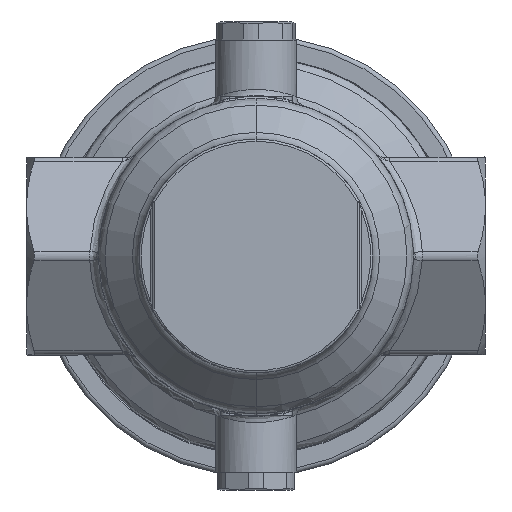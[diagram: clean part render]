
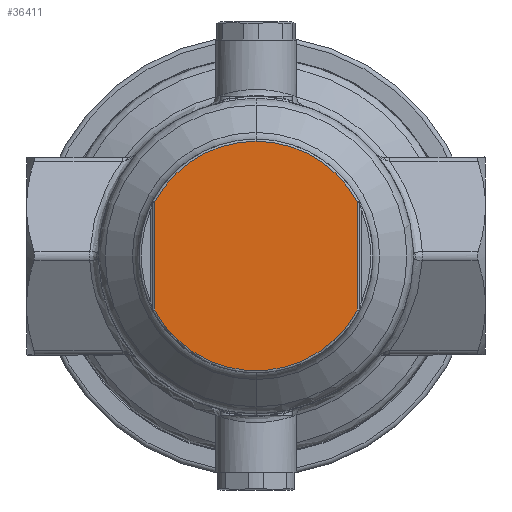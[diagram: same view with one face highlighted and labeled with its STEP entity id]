
A CAD part, front view. The second image highlights one B-rep face of the part: STEP entity #36411.
In plain terms, the highlighted planar face has unit normal (0, -1, 0).
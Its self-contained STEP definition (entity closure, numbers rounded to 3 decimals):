
#8338 = DIRECTION ( 'NONE',  ( 0., 0., 1. ) ) ;
#9350 = EDGE_CURVE ( 'NONE', #117625, #112875, #98013, .T. ) ;
#12539 = VECTOR ( 'NONE', #110166, 1000. ) ;
#13328 = CARTESIAN_POINT ( 'NONE',  ( 0., -8., 0. ) ) ;
#24236 = DIRECTION ( 'NONE',  ( 0., 0., 1. ) ) ;
#26413 = DIRECTION ( 'NONE',  ( 0., -1., 0. ) ) ;
#27521 = EDGE_CURVE ( 'NONE', #100603, #58355, #129252, .T. ) ;
#36341 = LINE ( 'NONE', #40916, #91350 ) ;
#36411 = ADVANCED_FACE ( 'NONE', ( #133168 ), #68749, .T. ) ;
#40916 = CARTESIAN_POINT ( 'NONE',  ( 22.5, -8., 0. ) ) ;
#41390 = DIRECTION ( 'NONE',  ( 0., 0., 1. ) ) ;
#44433 = CARTESIAN_POINT ( 'NONE',  ( 22.5, -8., -12. ) ) ;
#47136 = DIRECTION ( 'NONE',  ( 0., -1., 0. ) ) ;
#49909 = EDGE_LOOP ( 'NONE', ( #136805, #59269, #78551, #63107, #51782 ) ) ;
#51782 = ORIENTED_EDGE ( 'NONE', *, *, #27521, .T. ) ;
#58355 = VERTEX_POINT ( 'NONE', #131524 ) ;
#59269 = ORIENTED_EDGE ( 'NONE', *, *, #128933, .T. ) ;
#62203 = VERTEX_POINT ( 'NONE', #44433 ) ;
#63107 = ORIENTED_EDGE ( 'NONE', *, *, #137436, .T. ) ;
#68749 = PLANE ( 'NONE',  #70575 ) ;
#69204 = CARTESIAN_POINT ( 'NONE',  ( -22.5, -8., 12. ) ) ;
#70575 = AXIS2_PLACEMENT_3D ( 'NONE', #112950, #47136, #124001 ) ;
#73968 = DIRECTION ( 'NONE',  ( 0., -1., 0. ) ) ;
#78551 = ORIENTED_EDGE ( 'NONE', *, *, #9350, .T. ) ;
#83167 = CIRCLE ( 'NONE', #102078, 25.5 ) ;
#90014 = DIRECTION ( 'NONE',  ( 0., -1., 0. ) ) ;
#91350 = VECTOR ( 'NONE', #41390, 1000. ) ;
#91990 = AXIS2_PLACEMENT_3D ( 'NONE', #139703, #73968, #8338 ) ;
#92203 = CARTESIAN_POINT ( 'NONE',  ( 0., -8., 0. ) ) ;
#94657 = CARTESIAN_POINT ( 'NONE',  ( 0., -8., 25.5 ) ) ;
#98013 = CIRCLE ( 'NONE', #109220, 25.5 ) ;
#99116 = CARTESIAN_POINT ( 'NONE',  ( -22.5, -8., 0. ) ) ;
#100603 = VERTEX_POINT ( 'NONE', #69204 ) ;
#102078 = AXIS2_PLACEMENT_3D ( 'NONE', #92203, #26413, #103203 ) ;
#103203 = DIRECTION ( 'NONE',  ( 0., 0., 1. ) ) ;
#109220 = AXIS2_PLACEMENT_3D ( 'NONE', #13328, #90014, #24236 ) ;
#110166 = DIRECTION ( 'NONE',  ( 0., 0., -1. ) ) ;
#112875 = VERTEX_POINT ( 'NONE', #94657 ) ;
#112950 = CARTESIAN_POINT ( 'NONE',  ( 0., -8., 0. ) ) ;
#112967 = EDGE_CURVE ( 'NONE', #58355, #62203, #119115, .T. ) ;
#117625 = VERTEX_POINT ( 'NONE', #131963 ) ;
#119115 = CIRCLE ( 'NONE', #91990, 25.5 ) ;
#124001 = DIRECTION ( 'NONE',  ( 0., 0., 1. ) ) ;
#128933 = EDGE_CURVE ( 'NONE', #62203, #117625, #36341, .T. ) ;
#129252 = LINE ( 'NONE', #99116, #12539 ) ;
#131524 = CARTESIAN_POINT ( 'NONE',  ( -22.5, -8., -12. ) ) ;
#131963 = CARTESIAN_POINT ( 'NONE',  ( 22.5, -8., 12. ) ) ;
#133168 = FACE_OUTER_BOUND ( 'NONE', #49909, .T. ) ;
#136805 = ORIENTED_EDGE ( 'NONE', *, *, #112967, .T. ) ;
#137436 = EDGE_CURVE ( 'NONE', #112875, #100603, #83167, .T. ) ;
#139703 = CARTESIAN_POINT ( 'NONE',  ( 0., -8., 0. ) ) ;
